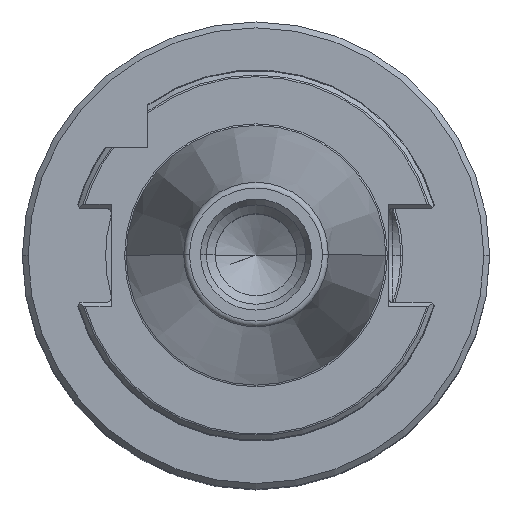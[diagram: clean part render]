
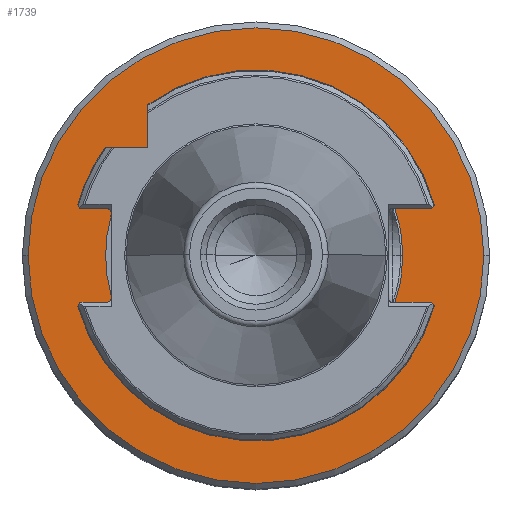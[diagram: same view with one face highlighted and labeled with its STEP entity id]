
A CAD part, top view. The second image highlights one B-rep face of the part: STEP entity #1739.
In plain terms, the highlighted planar face has unit normal (0, 0, 1).
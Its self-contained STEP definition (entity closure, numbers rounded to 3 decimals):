
#41 = VERTEX_POINT ( 'NONE', #1113 ) ;
#60 = DIRECTION ( 'NONE',  ( 1., 0., 0. ) ) ;
#370 = AXIS2_PLACEMENT_3D ( 'NONE', #665, #3002, #1266 ) ;
#424 = FACE_BOUND ( 'NONE', #1812, .T. ) ;
#430 = CARTESIAN_POINT ( 'NONE',  ( 0., 0., -35.5 ) ) ;
#500 = EDGE_CURVE ( 'NONE', #41, #1006, #1445, .T. ) ;
#665 = CARTESIAN_POINT ( 'NONE',  ( 0., 25.15, -35.5 ) ) ;
#719 = DIRECTION ( 'NONE',  ( 1., 0., 0. ) ) ;
#965 = CARTESIAN_POINT ( 'NONE',  ( 0., 0., -35.5 ) ) ;
#1006 = VERTEX_POINT ( 'NONE', #1127 ) ;
#1113 = CARTESIAN_POINT ( 'NONE',  ( -25.15, 0., -35.5 ) ) ;
#1127 = CARTESIAN_POINT ( 'NONE',  ( 25.15, 0., -35.5 ) ) ;
#1149 = AXIS2_PLACEMENT_3D ( 'NONE', #1423, #3458, #1709 ) ;
#1192 = FACE_OUTER_BOUND ( 'NONE', #2451, .T. ) ;
#1260 = DIRECTION ( 'NONE',  ( 1., 0., 0. ) ) ;
#1266 = DIRECTION ( 'NONE',  ( -1., 0., 0. ) ) ;
#1419 = AXIS2_PLACEMENT_3D ( 'NONE', #430, #2462, #719 ) ;
#1423 = CARTESIAN_POINT ( 'NONE',  ( 0., 0., -35.5 ) ) ;
#1445 = CIRCLE ( 'NONE', #2103, 25.15 ) ;
#1559 = ORIENTED_EDGE ( 'NONE', *, *, #3503, .T. ) ;
#1645 = ORIENTED_EDGE ( 'NONE', *, *, #3575, .F. ) ;
#1684 = CIRCLE ( 'NONE', #3433, 39. ) ;
#1709 = DIRECTION ( 'NONE',  ( 1., 0., 0. ) ) ;
#1739 = ADVANCED_FACE ( 'NONE', ( #424, #1192 ), #3569, .F. ) ;
#1797 = EDGE_CURVE ( 'NONE', #2688, #3380, #3716, .T. ) ;
#1800 = DIRECTION ( 'NONE',  ( 0., 0., 1. ) ) ;
#1812 = EDGE_LOOP ( 'NONE', ( #1645, #3636 ) ) ;
#2103 = AXIS2_PLACEMENT_3D ( 'NONE', #3535, #1800, #60 ) ;
#2275 = ORIENTED_EDGE ( 'NONE', *, *, #1797, .T. ) ;
#2451 = EDGE_LOOP ( 'NONE', ( #1559, #2275 ) ) ;
#2462 = DIRECTION ( 'NONE',  ( 0., 0., 1. ) ) ;
#2688 = VERTEX_POINT ( 'NONE', #3083 ) ;
#2994 = DIRECTION ( 'NONE',  ( 0., 0., 1. ) ) ;
#3002 = DIRECTION ( 'NONE',  ( 0., 0., -1. ) ) ;
#3083 = CARTESIAN_POINT ( 'NONE',  ( 39., 0., -35.5 ) ) ;
#3380 = VERTEX_POINT ( 'NONE', #3746 ) ;
#3433 = AXIS2_PLACEMENT_3D ( 'NONE', #965, #2994, #1260 ) ;
#3458 = DIRECTION ( 'NONE',  ( 0., 0., 1. ) ) ;
#3503 = EDGE_CURVE ( 'NONE', #3380, #2688, #1684, .T. ) ;
#3535 = CARTESIAN_POINT ( 'NONE',  ( 0., 0., -35.5 ) ) ;
#3569 = PLANE ( 'NONE',  #370 ) ;
#3575 = EDGE_CURVE ( 'NONE', #1006, #41, #3713, .T. ) ;
#3636 = ORIENTED_EDGE ( 'NONE', *, *, #500, .F. ) ;
#3713 = CIRCLE ( 'NONE', #1419, 25.15 ) ;
#3716 = CIRCLE ( 'NONE', #1149, 39. ) ;
#3746 = CARTESIAN_POINT ( 'NONE',  ( -39., 0., -35.5 ) ) ;
